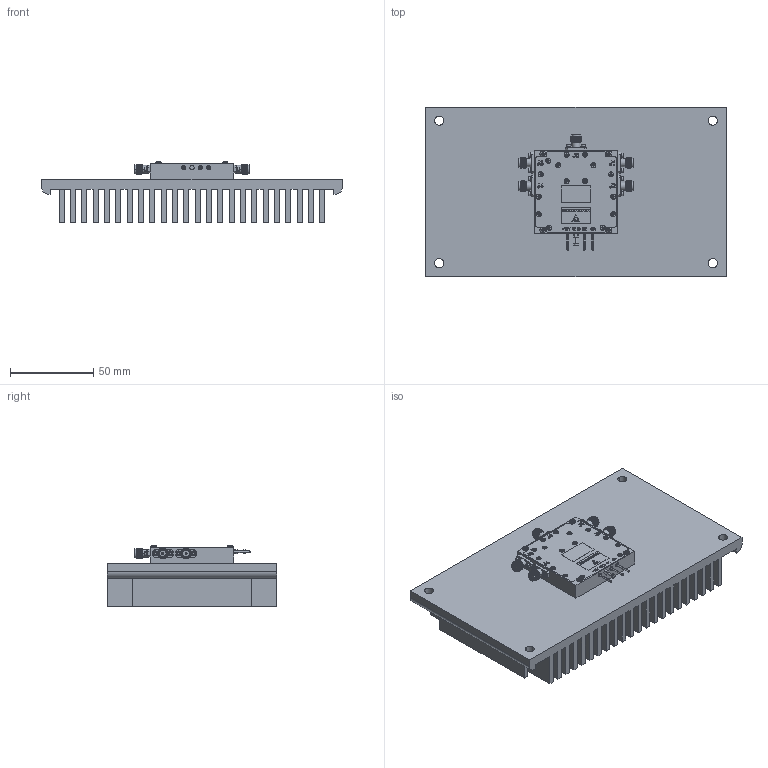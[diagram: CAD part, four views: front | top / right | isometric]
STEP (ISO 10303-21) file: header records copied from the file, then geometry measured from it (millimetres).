
FILE_DESCRIPTION (( 'STEP AP203' ), '1' );
FILE_NAME ('FMSW1109.step', '2020-09-08T22:19:02', ( '' ), ( '' ), 'SwSTEP 2.0', 'SolidWorks 2018', '' );
FILE_SCHEMA (( 'CONFIG_CONTROL_DESIGN' ));
Length unit declared in the file: inch
Products named in the file (1): FMSW1109
Bounding box: 180 x 101.5 x 36.86 mm (x, y, z)
Volume: 278629.6 mm3; surface area: 149140.2 mm2
Topology: 6 solids, 21 shells, 2474 faces, 6591 edges, 4298 vertices
Faces by surface type: plane 1084, cylinder 680, cone 425, bspline 240, torus 31, sphere 14
Entity records: 101289 total; most frequent: CARTESIAN_POINT 43806, ORIENTED_EDGE 13118, DIRECTION 10481, EDGE_CURVE 6559, VERTEX_POINT 4292, AXIS2_PLACEMENT_3D 3641, LINE 3199, VECTOR 3199
